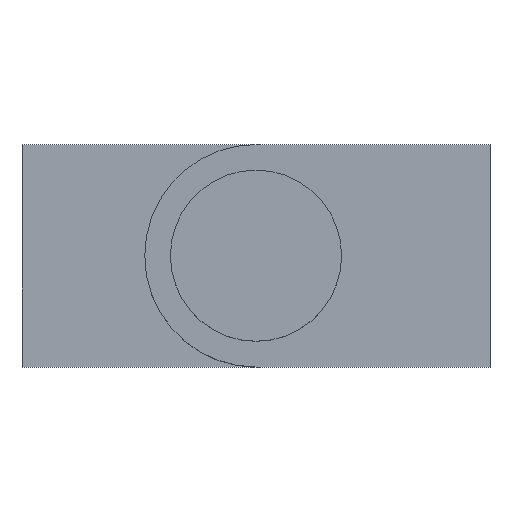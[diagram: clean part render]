
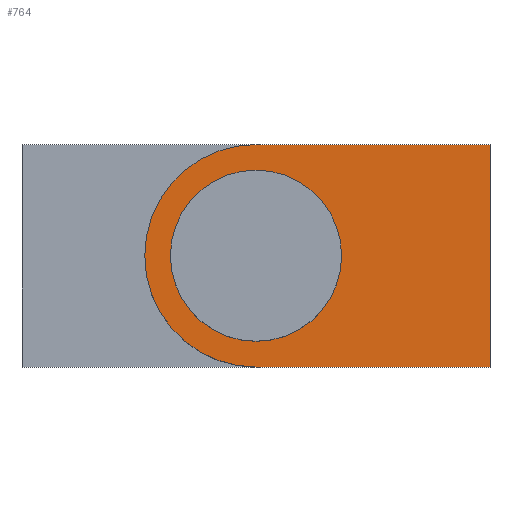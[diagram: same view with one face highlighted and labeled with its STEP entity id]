
A CAD part, top view. The second image highlights one B-rep face of the part: STEP entity #764.
In plain terms, the highlighted planar face has unit normal (0, 0, 1).
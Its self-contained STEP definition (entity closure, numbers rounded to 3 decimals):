
#80 = CIRCLE ( 'NONE', #102, 6. ) ;
#85 = AXIS2_PLACEMENT_3D ( 'NONE', #372, #387, #388 ) ;
#102 = AXIS2_PLACEMENT_3D ( 'NONE', #476, #477, #478 ) ;
#108 = AXIS2_PLACEMENT_3D ( 'NONE', #498, #499, #500 ) ;
#109 = CIRCLE ( 'NONE', #108, 6. ) ;
#110 = VECTOR ( 'NONE', #496, 1000. ) ;
#112 = VECTOR ( 'NONE', #493, 1000. ) ;
#113 = AXIS2_PLACEMENT_3D ( 'NONE', #487, #488, #489 ) ;
#115 = VECTOR ( 'NONE', #490, 1000. ) ;
#116 = CIRCLE ( 'NONE', #113, 13. ) ;
#184 = CARTESIAN_POINT ( 'NONE',  ( 6., 0., 10. ) ) ;
#230 = ORIENTED_EDGE ( 'NONE', *, *, #793, .T. ) ;
#231 = ORIENTED_EDGE ( 'NONE', *, *, #794, .T. ) ;
#232 = ORIENTED_EDGE ( 'NONE', *, *, #795, .T. ) ;
#233 = ORIENTED_EDGE ( 'NONE', *, *, #796, .T. ) ;
#234 = ORIENTED_EDGE ( 'NONE', *, *, #790, .F. ) ;
#235 = ORIENTED_EDGE ( 'NONE', *, *, #797, .F. ) ;
#265 = CARTESIAN_POINT ( 'NONE',  ( -6., 0., 10. ) ) ;
#266 = EDGE_LOOP ( 'NONE', ( #234, #235 ) ) ;
#279 = EDGE_LOOP ( 'NONE', ( #230, #231, #232, #233 ) ) ;
#289 = VERTEX_POINT ( 'NONE', #265 ) ;
#291 = VERTEX_POINT ( 'NONE', #184 ) ;
#296 = VERTEX_POINT ( 'NONE', #312 ) ;
#302 = VERTEX_POINT ( 'NONE', #318 ) ;
#305 = VERTEX_POINT ( 'NONE', #321 ) ;
#306 = VERTEX_POINT ( 'NONE', #322 ) ;
#312 = CARTESIAN_POINT ( 'NONE',  ( 0., -13., 10. ) ) ;
#318 = CARTESIAN_POINT ( 'NONE',  ( 0., 13., 10. ) ) ;
#321 = CARTESIAN_POINT ( 'NONE',  ( -27.342, 13., 10. ) ) ;
#322 = CARTESIAN_POINT ( 'NONE',  ( -27.342, -13., 10. ) ) ;
#372 = CARTESIAN_POINT ( 'NONE',  ( 0., 0., 10. ) ) ;
#383 = FACE_OUTER_BOUND ( 'NONE', #279, .T. ) ;
#384 = FACE_BOUND ( 'NONE', #266, .T. ) ;
#385 = PLANE ( 'NONE',  #85 ) ;
#387 = DIRECTION ( 'NONE',  ( 0., 0., 1. ) ) ;
#388 = DIRECTION ( 'NONE',  ( 1., 0., 0. ) ) ;
#476 = CARTESIAN_POINT ( 'NONE',  ( 0., 0., 10. ) ) ;
#477 = DIRECTION ( 'NONE',  ( 0., 0., 1. ) ) ;
#478 = DIRECTION ( 'NONE',  ( 1., 0., 0. ) ) ;
#483 = CARTESIAN_POINT ( 'NONE',  ( 0., 13., 10. ) ) ;
#486 = LINE ( 'NONE', #483, #115 ) ;
#487 = CARTESIAN_POINT ( 'NONE',  ( 0., 0., 10. ) ) ;
#488 = DIRECTION ( 'NONE',  ( 0., 0., 1. ) ) ;
#489 = DIRECTION ( 'NONE',  ( 1., 0., 0. ) ) ;
#490 = DIRECTION ( 'NONE',  ( -1., 0., 0. ) ) ;
#491 = LINE ( 'NONE', #492, #112 ) ;
#492 = CARTESIAN_POINT ( 'NONE',  ( -27.342, -13., 10. ) ) ;
#493 = DIRECTION ( 'NONE',  ( 0., -1., 0. ) ) ;
#494 = LINE ( 'NONE', #495, #110 ) ;
#495 = CARTESIAN_POINT ( 'NONE',  ( 0., -13., 10. ) ) ;
#496 = DIRECTION ( 'NONE',  ( 1., 0., 0. ) ) ;
#498 = CARTESIAN_POINT ( 'NONE',  ( 0., 0., 10. ) ) ;
#499 = DIRECTION ( 'NONE',  ( 0., 0., 1. ) ) ;
#500 = DIRECTION ( 'NONE',  ( 1., 0., 0. ) ) ;
#764 = ADVANCED_FACE ( 'NONE', ( #383, #384 ), #385, .T. ) ;
#790 = EDGE_CURVE ( 'NONE', #289, #291, #80, .T. ) ;
#793 = EDGE_CURVE ( 'NONE', #296, #302, #116, .T. ) ;
#794 = EDGE_CURVE ( 'NONE', #302, #305, #486, .T. ) ;
#795 = EDGE_CURVE ( 'NONE', #305, #306, #491, .T. ) ;
#796 = EDGE_CURVE ( 'NONE', #306, #296, #494, .T. ) ;
#797 = EDGE_CURVE ( 'NONE', #291, #289, #109, .T. ) ;
